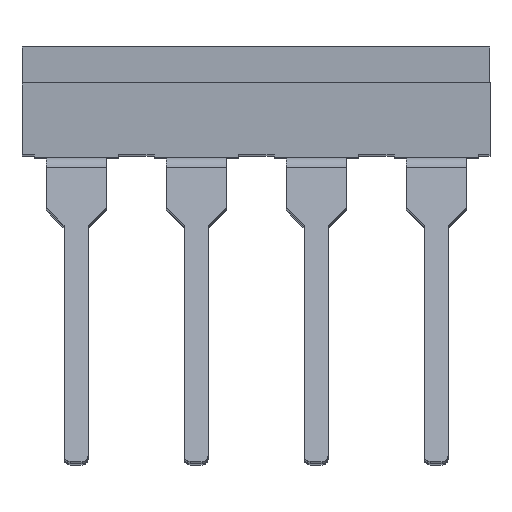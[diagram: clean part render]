
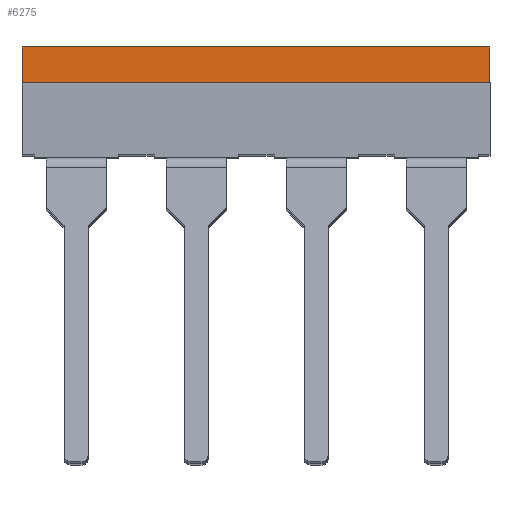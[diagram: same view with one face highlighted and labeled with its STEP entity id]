
A CAD part, top view. The second image highlights one B-rep face of the part: STEP entity #6275.
In plain terms, the highlighted planar face has unit normal (0, 0, 1).
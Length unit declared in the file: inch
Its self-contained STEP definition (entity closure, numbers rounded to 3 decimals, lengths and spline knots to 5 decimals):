
#349 = ORIENTED_EDGE ( 'NONE', *, *, #365, .F. ) ;
#365 = EDGE_CURVE ( 'NONE', #7678, #14607, #16670, .T. ) ;
#1689 = FACE_OUTER_BOUND ( 'NONE', #6765, .T. ) ;
#2226 = VECTOR ( 'NONE', #10951, 39.37008 ) ;
#2662 = VERTEX_POINT ( 'NONE', #12669 ) ;
#3193 = DIRECTION ( 'NONE',  ( -1., 0., 0. ) ) ;
#6275 = ADVANCED_FACE ( 'NONE', ( #1689 ), #14878, .F. ) ;
#6765 = EDGE_LOOP ( 'NONE', ( #8218, #15017, #349, #7487 ) ) ;
#7393 = EDGE_CURVE ( 'NONE', #14607, #2662, #20108, .T. ) ;
#7487 = ORIENTED_EDGE ( 'NONE', *, *, #15557, .T. ) ;
#7678 = VERTEX_POINT ( 'NONE', #20342 ) ;
#8218 = ORIENTED_EDGE ( 'NONE', *, *, #8500, .T. ) ;
#8337 = CARTESIAN_POINT ( 'NONE',  ( 5.86991, 0.03, -4.16212 ) ) ;
#8416 = DIRECTION ( 'NONE',  ( 0., -1., 0. ) ) ;
#8500 = EDGE_CURVE ( 'NONE', #9033, #2662, #9406, .T. ) ;
#9033 = VERTEX_POINT ( 'NONE', #14326 ) ;
#9406 = LINE ( 'NONE', #14414, #2226 ) ;
#10951 = DIRECTION ( 'NONE',  ( 1., 0., 0. ) ) ;
#11117 = DIRECTION ( 'NONE',  ( 1., 0., 0. ) ) ;
#11240 = CARTESIAN_POINT ( 'NONE',  ( 5.86991, 0.03, -4.16212 ) ) ;
#12184 = CARTESIAN_POINT ( 'NONE',  ( 5.47991, 0.03, -4.16212 ) ) ;
#12669 = CARTESIAN_POINT ( 'NONE',  ( 5.86991, 0., -4.16212 ) ) ;
#13924 = DIRECTION ( 'NONE',  ( 0., -1., 0. ) ) ;
#14326 = CARTESIAN_POINT ( 'NONE',  ( 5.47991, 0., -4.16212 ) ) ;
#14414 = CARTESIAN_POINT ( 'NONE',  ( 5.86991, 0., -4.16212 ) ) ;
#14607 = VERTEX_POINT ( 'NONE', #11240 ) ;
#14715 = AXIS2_PLACEMENT_3D ( 'NONE', #8337, #16544, #3193 ) ;
#14865 = VECTOR ( 'NONE', #13924, 39.37008 ) ;
#14878 = PLANE ( 'NONE',  #14715 ) ;
#15017 = ORIENTED_EDGE ( 'NONE', *, *, #7393, .F. ) ;
#15381 = LINE ( 'NONE', #12184, #14865 ) ;
#15557 = EDGE_CURVE ( 'NONE', #7678, #9033, #15381, .T. ) ;
#16166 = VECTOR ( 'NONE', #11117, 39.37008 ) ;
#16544 = DIRECTION ( 'NONE',  ( 0., 0., -1. ) ) ;
#16670 = LINE ( 'NONE', #20933, #16166 ) ;
#18212 = CARTESIAN_POINT ( 'NONE',  ( 5.86991, 0.03, -4.16212 ) ) ;
#18330 = VECTOR ( 'NONE', #8416, 39.37008 ) ;
#20108 = LINE ( 'NONE', #18212, #18330 ) ;
#20342 = CARTESIAN_POINT ( 'NONE',  ( 5.47991, 0.03, -4.16212 ) ) ;
#20933 = CARTESIAN_POINT ( 'NONE',  ( 5.86991, 0.03, -4.16212 ) ) ;
